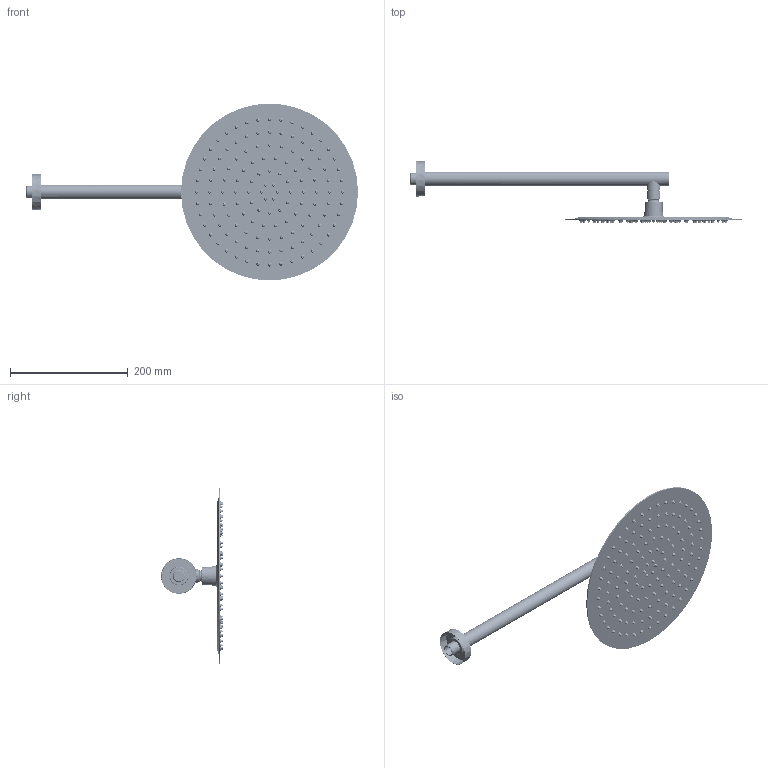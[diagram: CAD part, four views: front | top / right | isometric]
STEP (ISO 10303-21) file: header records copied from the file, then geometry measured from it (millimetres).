
FILE_DESCRIPTION (( 'STEP AP203' ), '1' );
FILE_NAME ('99HP09256.STEP', '2025-08-14T09:19:12', ( '' ), ( '' ), 'SwSTEP 2.0', 'SolidWorks 2021', '' );
FILE_SCHEMA (( 'CONFIG_CONTROL_DESIGN' ));
Length unit declared in the file: millimetre
Products named in the file (6): 99Z309001_Predeterminado; 99Z309001-1_99Z309001; 99Z309001-2_99Z309001; SW0109_CRSW0109; 99HP09256; 99Z304574_Predeterminado
Assembly tree (5 placements, depth 3):
  99HP09256
    99Z304574_Predeterminado
      SW0109_CRSW0109
    99Z309001_Predeterminado
      99Z309001-1_99Z309001
      99Z309001-2_99Z309001
Bounding box: 562.75 x 104.79 x 300 mm (x, y, z)
Volume: 66985.3 mm3; surface area: 513003.1 mm2
Topology: 3 solids, 17 shells, 4328 faces, 11191 edges, 7446 vertices
Faces by surface type: bspline 1597, cylinder 1287, plane 790, cone 634, torus 20
Entity records: 188841 total; most frequent: CARTESIAN_POINT 85352, ORIENTED_EDGE 22362, DIRECTION 21160, EDGE_CURVE 11183, AXIS2_PLACEMENT_3D 9319, VERTEX_POINT 7446, CIRCLE 6577, EDGE_LOOP 5457
